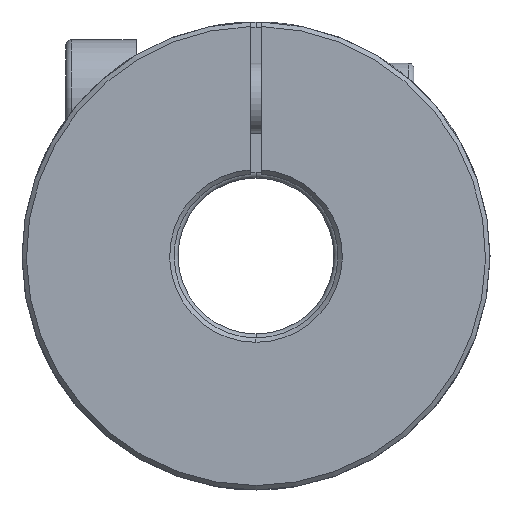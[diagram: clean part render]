
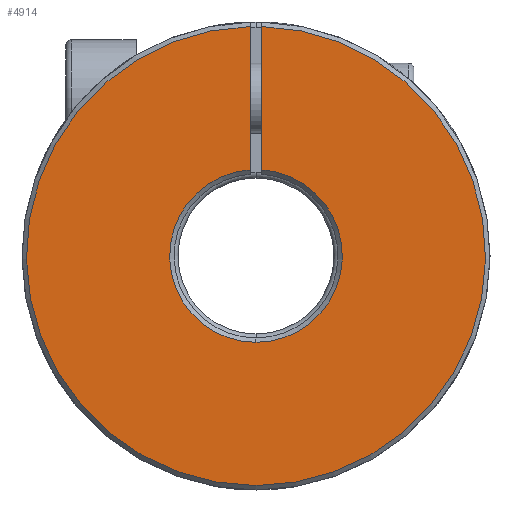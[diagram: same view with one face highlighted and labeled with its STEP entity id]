
A CAD part, left-side view. The second image highlights one B-rep face of the part: STEP entity #4914.
In plain terms, the highlighted planar face has unit normal (-1, 0, 0).
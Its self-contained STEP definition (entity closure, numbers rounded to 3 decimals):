
#178 = CARTESIAN_POINT ( 'NONE',  ( -27.5, 0., 0. ) ) ;
#179 = PLANE ( 'NONE',  #387 ) ;
#184 = DIRECTION ( 'NONE',  ( -1., 0., 0. ) ) ;
#185 = DIRECTION ( 'NONE',  ( 0., 0., -1. ) ) ;
#387 = AXIS2_PLACEMENT_3D ( 'NONE', #178, #184, #185 ) ;
#549 = AXIS2_PLACEMENT_3D ( 'NONE', #2329, #2330, #2331 ) ;
#589 = AXIS2_PLACEMENT_3D ( 'NONE', #2636, #2638, #2639 ) ;
#591 = AXIS2_PLACEMENT_3D ( 'NONE', #2633, #2634, #2635 ) ;
#903 = CARTESIAN_POINT ( 'NONE',  ( -27.5, 0., -7.381 ) ) ;
#904 = CARTESIAN_POINT ( 'NONE',  ( -27.5, -0.5, 7.364 ) ) ;
#1394 = CIRCLE ( 'NONE', #549, 7.381 ) ;
#1460 = LINE ( 'NONE', #2640, #1466 ) ;
#1462 = VECTOR ( 'NONE', #2628, 1000. ) ;
#1464 = LINE ( 'NONE', #2627, #1462 ) ;
#1466 = VECTOR ( 'NONE', #2641, 1000. ) ;
#1475 = CIRCLE ( 'NONE', #591, 7.381 ) ;
#1477 = CIRCLE ( 'NONE', #589, 19.619 ) ;
#2329 = CARTESIAN_POINT ( 'NONE',  ( -27.5, 0., 0. ) ) ;
#2330 = DIRECTION ( 'NONE',  ( -1., 0., 0. ) ) ;
#2331 = DIRECTION ( 'NONE',  ( 0., 0., -1. ) ) ;
#2627 = CARTESIAN_POINT ( 'NONE',  ( -27.5, 0.5, 0. ) ) ;
#2628 = DIRECTION ( 'NONE',  ( 0., 0., 1. ) ) ;
#2633 = CARTESIAN_POINT ( 'NONE',  ( -27.5, 0., 0. ) ) ;
#2634 = DIRECTION ( 'NONE',  ( -1., 0., 0. ) ) ;
#2635 = DIRECTION ( 'NONE',  ( 0., 0., -1. ) ) ;
#2636 = CARTESIAN_POINT ( 'NONE',  ( -27.5, 0., 0. ) ) ;
#2638 = DIRECTION ( 'NONE',  ( 1., 0., 0. ) ) ;
#2639 = DIRECTION ( 'NONE',  ( 0., 0., -1. ) ) ;
#2640 = CARTESIAN_POINT ( 'NONE',  ( -27.5, -0.5, 0. ) ) ;
#2641 = DIRECTION ( 'NONE',  ( 0., 0., 1. ) ) ;
#3639 = CARTESIAN_POINT ( 'NONE',  ( -27.5, -0.5, 19.613 ) ) ;
#3640 = CARTESIAN_POINT ( 'NONE',  ( -27.5, 0.5, 7.364 ) ) ;
#3641 = CARTESIAN_POINT ( 'NONE',  ( -27.5, 0.5, 19.613 ) ) ;
#4914 = ADVANCED_FACE ( 'NONE', ( #8865 ), #179, .T. ) ;
#5191 = VERTEX_POINT ( 'NONE', #903 ) ;
#5192 = VERTEX_POINT ( 'NONE', #904 ) ;
#5486 = EDGE_CURVE ( 'NONE', #5191, #5192, #1394, .T. ) ;
#6205 = EDGE_LOOP ( 'NONE', ( #7043, #7044, #7045, #7046, #7047 ) ) ;
#6575 = EDGE_CURVE ( 'NONE', #6836, #6837, #1464, .T. ) ;
#6578 = EDGE_CURVE ( 'NONE', #6836, #5191, #1475, .T. ) ;
#6579 = EDGE_CURVE ( 'NONE', #6835, #6837, #1477, .T. ) ;
#6580 = EDGE_CURVE ( 'NONE', #5192, #6835, #1460, .T. ) ;
#6835 = VERTEX_POINT ( 'NONE', #3639 ) ;
#6836 = VERTEX_POINT ( 'NONE', #3640 ) ;
#6837 = VERTEX_POINT ( 'NONE', #3641 ) ;
#7043 = ORIENTED_EDGE ( 'NONE', *, *, #6580, .F. ) ;
#7044 = ORIENTED_EDGE ( 'NONE', *, *, #5486, .F. ) ;
#7045 = ORIENTED_EDGE ( 'NONE', *, *, #6578, .F. ) ;
#7046 = ORIENTED_EDGE ( 'NONE', *, *, #6575, .T. ) ;
#7047 = ORIENTED_EDGE ( 'NONE', *, *, #6579, .F. ) ;
#8865 = FACE_OUTER_BOUND ( 'NONE', #6205, .T. ) ;
